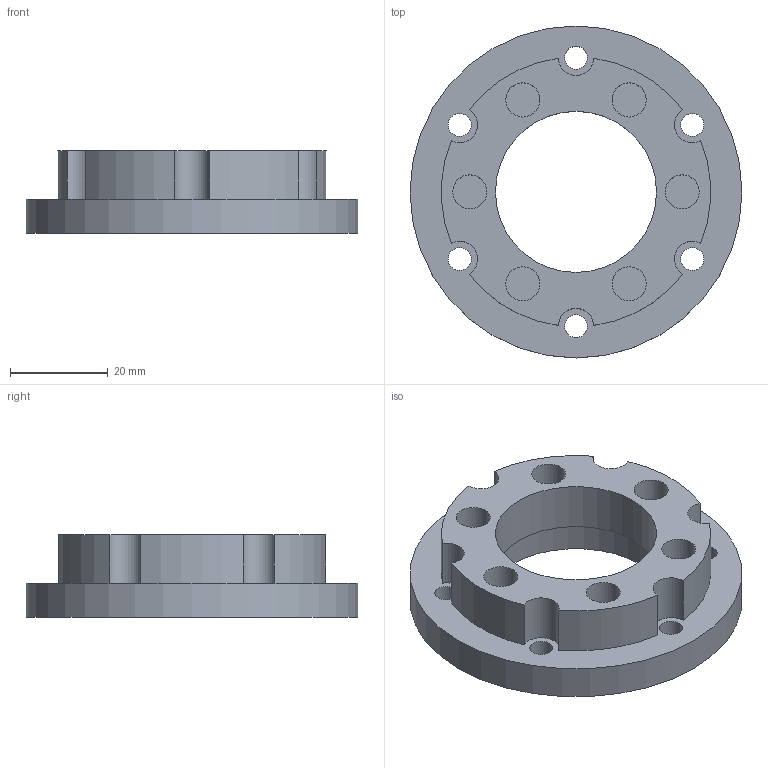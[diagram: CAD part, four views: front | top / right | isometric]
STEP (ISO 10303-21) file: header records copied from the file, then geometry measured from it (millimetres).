
FILE_DESCRIPTION(/* description */ (''),/* implementation_level */ '2;1');
FILE_NAME(/* name */ 'output_shaft_thread v7.step',/* time_stamp */ '2024-05-28T16:35:17+02:00',/* author */ (''),/* organization */ (''),/* preprocessor_version */ 'ST-DEVELOPER v20',/* originating_system */ 'Autodesk Translation Framework v13.14.0.145',/* authorisation */ '');
FILE_SCHEMA (('AUTOMOTIVE_DESIGN { 1 0 10303 214 3 1 1 }'));
Length unit declared in the file: millimetre
Products named in the file (1): output_shaft_thread
Bounding box: 68 x 68 x 17 mm (x, y, z)
Volume: 29162 mm3; surface area: 12466.4 mm2
Topology: 1 solids, 1 shells, 37 faces, 81 edges, 54 vertices
Faces by surface type: cylinder 27, plane 10
Full cylindrical faces by diameter (mm): 4.7 x6, 7 x6, 33 x1, 37.1 x1, 68 x1
Entity records: 1117 total; most frequent: DIRECTION 211, CARTESIAN_POINT 173, ORIENTED_EDGE 162, AXIS2_PLACEMENT_3D 92, EDGE_CURVE 81, EDGE_LOOP 59, CIRCLE 54, VERTEX_POINT 54
